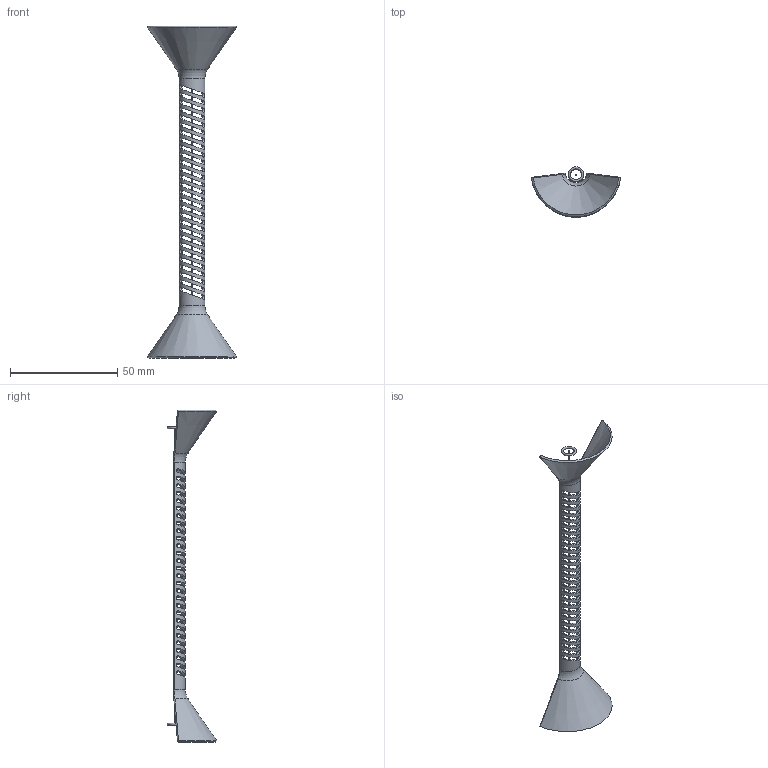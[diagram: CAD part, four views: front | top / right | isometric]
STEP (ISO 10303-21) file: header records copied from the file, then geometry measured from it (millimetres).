
FILE_DESCRIPTION(('FreeCAD Model'),'2;1');
FILE_NAME('blower 2 model.step' ,'2019-01-20T01:54:17',('Author'),(''), 'Open CASCADE STEP processor 7.3','FreeCAD','Unknown');
FILE_SCHEMA(('AUTOMOTIVE_DESIGN { 1 0 10303 214 1 1 1 1 }'));
Length unit declared in the file: millimetre
Products named in the file (2): Cut; Fusion001
Bounding box: 41.5 x 23.2 x 154.49 mm (x, y, z)
Volume: 3139.5 mm3; surface area: 7653 mm2
Topology: 4 solids, 4 shells, 151 faces, 423 edges, 276 vertices
Faces by surface type: cylinder 63, plane 60, bspline 16, cone 6, torus 6
Full cylindrical faces by diameter (mm): 0.19 x1
Entity records: 30561 total; most frequent: CARTESIAN_POINT 22005, DIRECTION 1092, ORIENTED_EDGE 838, PCURVE 838, DEFINITIONAL_REPRESENTATION 838, B_SPLINE_CURVE_WITH_KNOTS 538, LINE 439, VECTOR 439
